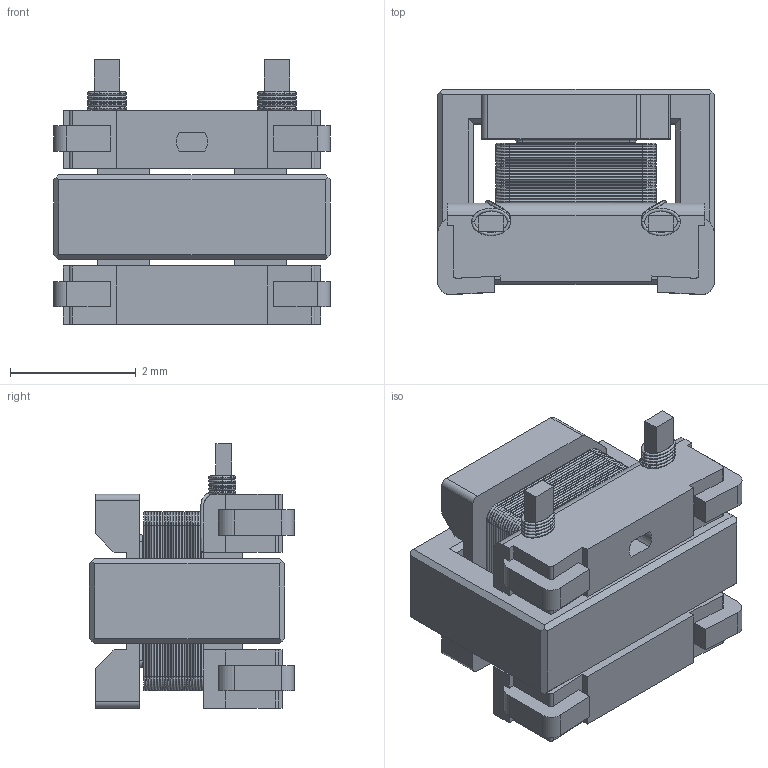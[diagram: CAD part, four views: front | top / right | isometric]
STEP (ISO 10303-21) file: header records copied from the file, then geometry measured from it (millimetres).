
FILE_DESCRIPTION((''),'2;1');
FILE_NAME('C62036-S3746-A10008-04_ASM','2019-01-02T',('EB9189'),(''),'CREO PARAMETRIC BY PTC INC, 2015480','CREO PARAMETRIC BY PTC INC, 2015480','');
FILE_SCHEMA(('CONFIG_CONTROL_DESIGN'));
Length unit declared in the file: millimetre
Products named in the file (3): C62036-S4302-C6K10001-04; C62036-S4302-C60005-05_ASM; C62036-S3746-A10008-04_ASM
Assembly tree (2 placements, depth 3):
  C62036-S3746-A10008-04_ASM
    C62036-S4302-C60005-05_ASM
      C62036-S4302-C6K10001-04
Bounding box: 4.4 x 3.26 x 4.2 mm (x, y, z)
Volume: 30.4 mm3; surface area: 175.3 mm2
Topology: 21 solids, 21 shells, 538 faces, 1347 edges, 770 vertices
Faces by surface type: cylinder 188, torus 160, plane 144, bspline 46
Entity records: 27720 total; most frequent: CARTESIAN_POINT 10669, DIRECTION 2729, ORIENTED_EDGE 2694, PRESENTATION_STYLE_ASSIGNMENT 1378, STYLED_ITEM 1368, CURVE_STYLE 1347, EDGE_CURVE 1347, AXIS2_PLACEMENT_3D 1074
